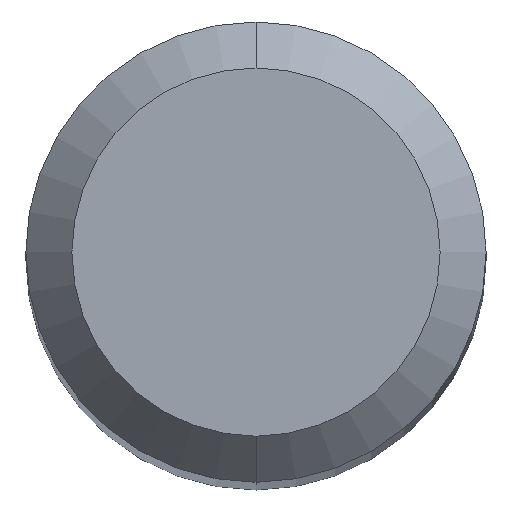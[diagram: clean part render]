
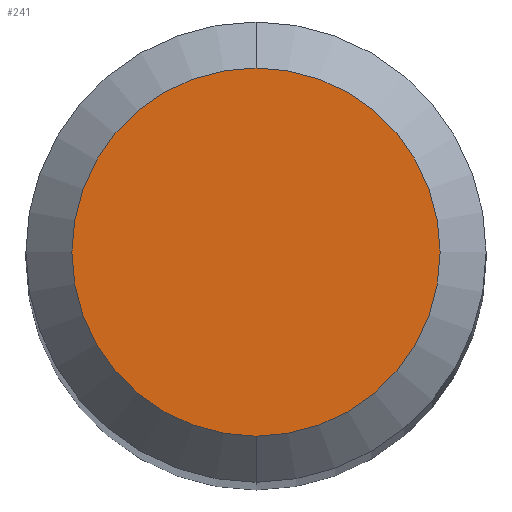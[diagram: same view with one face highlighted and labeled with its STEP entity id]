
A CAD part, top view. The second image highlights one B-rep face of the part: STEP entity #241.
In plain terms, the highlighted planar face has unit normal (0, 0, 1).
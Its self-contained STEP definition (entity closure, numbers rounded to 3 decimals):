
#241=ADVANCED_FACE('',(#556),#557,.T.);
#295=VERTEX_POINT('',#618);
#321=EDGE_CURVE('',#295,#355,#647,.T.);
#355=VERTEX_POINT('',#684);
#387=EDGE_CURVE('',#355,#295,#717,.T.);
#556=FACE_OUTER_BOUND('',#980,.T.);
#557=PLANE('',#981);
#618=CARTESIAN_POINT('',(0.,-1.2,0.0));
#647=CIRCLE('',#1108,1.2);
#684=CARTESIAN_POINT('',(0.0,1.2,0.0));
#717=CIRCLE('',#1252,1.2);
#980=EDGE_LOOP('',(#1527,#1528));
#981=AXIS2_PLACEMENT_3D('',#1529,#1530,#1531);
#1108=AXIS2_PLACEMENT_3D('',#1662,#1663,#1664);
#1252=AXIS2_PLACEMENT_3D('',#1715,#1716,#1717);
#1527=ORIENTED_EDGE('',*,*,#387,.F.);
#1528=ORIENTED_EDGE('',*,*,#321,.F.);
#1529=CARTESIAN_POINT('',(0.0,0.6,0.0));
#1530=DIRECTION('',(-0.0,0.0,1.0));
#1531=DIRECTION('',(0.0,-1.0,0.0));
#1662=CARTESIAN_POINT('',(0.0,0.0,0.0));
#1663=DIRECTION('',(0.0,0.0,-1.0));
#1664=DIRECTION('',(0.0,1.0,0.0));
#1715=CARTESIAN_POINT('',(0.0,0.0,0.0));
#1716=DIRECTION('',(0.0,0.0,-1.0));
#1717=DIRECTION('',(0.0,1.0,0.0));
